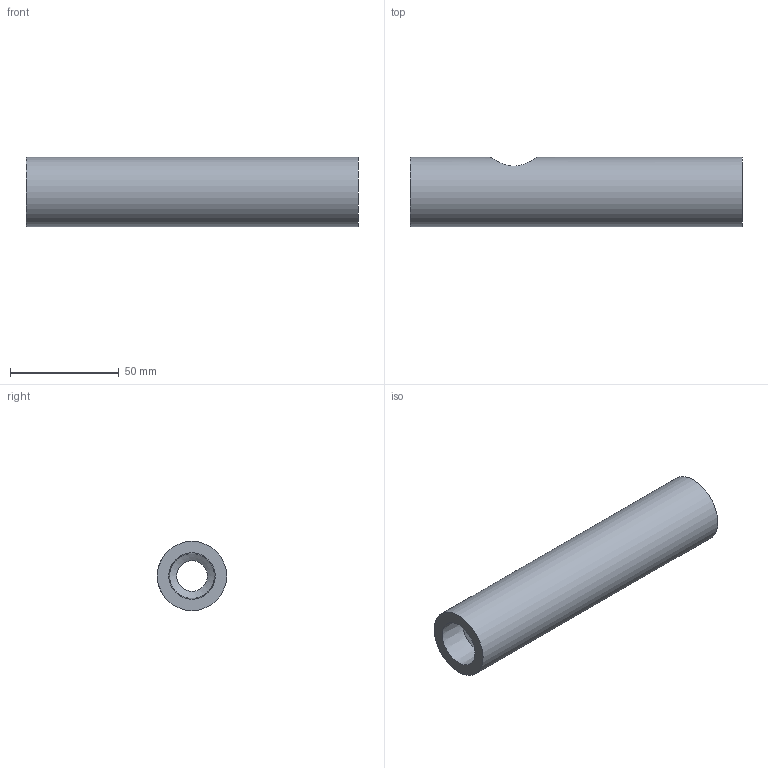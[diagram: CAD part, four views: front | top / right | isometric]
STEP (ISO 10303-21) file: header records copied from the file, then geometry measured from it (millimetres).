
FILE_DESCRIPTION((''),'2;1');
FILE_NAME('800013-800017.stp','2008-07-28T15:17:23',('Dan Preston'),(''),'Autodesk Inventor 2009','Autodesk Inventor 2009','');
FILE_SCHEMA(('AUTOMOTIVE_DESIGN { 1 0 10303 214 1 1 1 1 }'));
Length unit declared in the file: inch
Products named in the file (1): 900711 for web
Bounding box: 152.4 x 31.75 x 31.75 mm (x, y, z)
Volume: 88847.8 mm3; surface area: 23675.8 mm2
Topology: 1 solids, 1 shells, 11 faces, 26 edges, 16 vertices
Faces by surface type: plane 5, cone 4, cylinder 2
Full cylindrical faces by diameter (mm): 13.992 x1, 31.75 x1
Entity records: 365 total; most frequent: CARTESIAN_POINT 119, DIRECTION 46, ORIENTED_EDGE 32, AXIS2_PLACEMENT_3D 22, EDGE_LOOP 22, EDGE_CURVE 16, VERTEX_POINT 14, FACE_OUTER_BOUND 11
